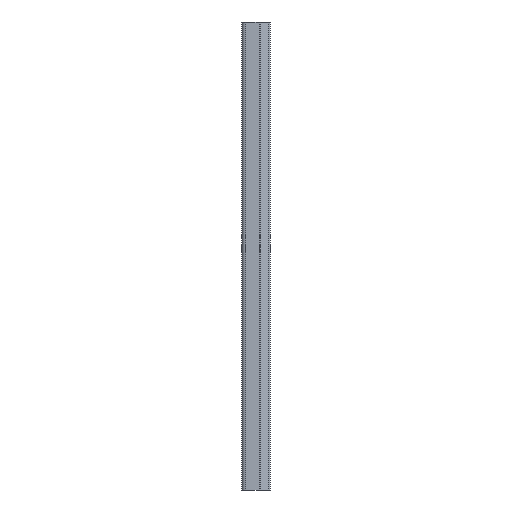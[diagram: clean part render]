
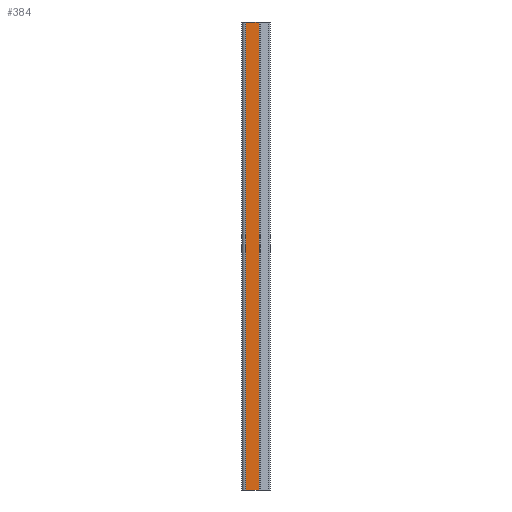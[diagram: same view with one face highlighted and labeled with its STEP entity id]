
A CAD part, left-side view. The second image highlights one B-rep face of the part: STEP entity #384.
In plain terms, the highlighted planar face has unit normal (-1, 0, 0).
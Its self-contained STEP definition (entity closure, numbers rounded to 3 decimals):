
#9 = VECTOR ( 'NONE', #404, 1000. ) ;
#12 = CARTESIAN_POINT ( 'NONE',  ( -32.5, -6.737, 1000. ) ) ;
#17 = DIRECTION ( 'NONE',  ( 0., 0., 1. ) ) ;
#36 = EDGE_CURVE ( 'NONE', #405, #783, #149, .T. ) ;
#104 = CARTESIAN_POINT ( 'NONE',  ( -32.5, -6.737, 1000. ) ) ;
#112 = AXIS2_PLACEMENT_3D ( 'NONE', #425, #655, #338 ) ;
#119 = EDGE_CURVE ( 'NONE', #912, #393, #863, .T. ) ;
#149 = LINE ( 'NONE', #815, #9 ) ;
#204 = CARTESIAN_POINT ( 'NONE',  ( -32.5, 22.4, 0. ) ) ;
#292 = EDGE_CURVE ( 'NONE', #393, #783, #746, .T. ) ;
#299 = ORIENTED_EDGE ( 'NONE', *, *, #292, .T. ) ;
#338 = DIRECTION ( 'NONE',  ( 0., 0., 1. ) ) ;
#344 = CARTESIAN_POINT ( 'NONE',  ( -32.5, 22.4, 1000. ) ) ;
#350 = DIRECTION ( 'NONE',  ( 0., 0., -1. ) ) ;
#384 = ADVANCED_FACE ( 'NONE', ( #708 ), #1004, .T. ) ;
#393 = VERTEX_POINT ( 'NONE', #344 ) ;
#404 = DIRECTION ( 'NONE',  ( 0., 1., 0. ) ) ;
#405 = VERTEX_POINT ( 'NONE', #659 ) ;
#425 = CARTESIAN_POINT ( 'NONE',  ( -32.5, 0., 1000. ) ) ;
#466 = CARTESIAN_POINT ( 'NONE',  ( -32.5, 0., 1000. ) ) ;
#468 = VECTOR ( 'NONE', #17, 1000. ) ;
#470 = EDGE_LOOP ( 'NONE', ( #627, #621, #1034, #299 ) ) ;
#511 = CARTESIAN_POINT ( 'NONE',  ( -32.5, 22.4, 1000. ) ) ;
#541 = VECTOR ( 'NONE', #801, 1000. ) ;
#621 = ORIENTED_EDGE ( 'NONE', *, *, #682, .T. ) ;
#627 = ORIENTED_EDGE ( 'NONE', *, *, #36, .F. ) ;
#655 = DIRECTION ( 'NONE',  ( -1., 0., 0. ) ) ;
#659 = CARTESIAN_POINT ( 'NONE',  ( -32.5, -6.737, 0. ) ) ;
#682 = EDGE_CURVE ( 'NONE', #405, #912, #887, .T. ) ;
#708 = FACE_OUTER_BOUND ( 'NONE', #470, .T. ) ;
#746 = LINE ( 'NONE', #511, #1028 ) ;
#783 = VERTEX_POINT ( 'NONE', #204 ) ;
#801 = DIRECTION ( 'NONE',  ( 0., 1., 0. ) ) ;
#815 = CARTESIAN_POINT ( 'NONE',  ( -32.5, 0., 0. ) ) ;
#863 = LINE ( 'NONE', #466, #541 ) ;
#887 = LINE ( 'NONE', #12, #468 ) ;
#912 = VERTEX_POINT ( 'NONE', #104 ) ;
#1004 = PLANE ( 'NONE',  #112 ) ;
#1028 = VECTOR ( 'NONE', #350, 1000. ) ;
#1034 = ORIENTED_EDGE ( 'NONE', *, *, #119, .T. ) ;
